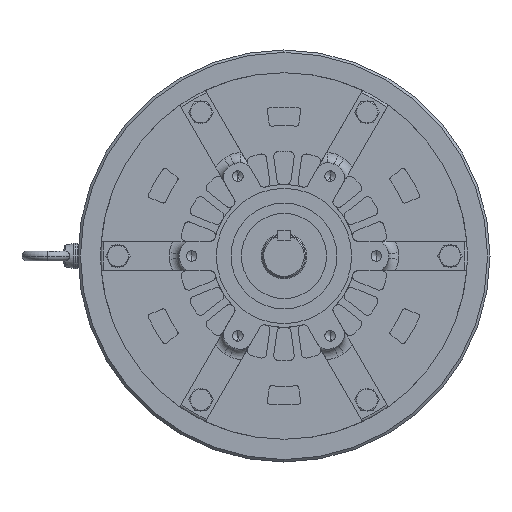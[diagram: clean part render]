
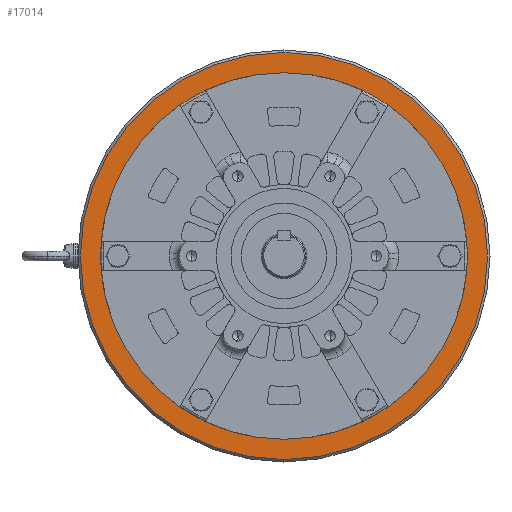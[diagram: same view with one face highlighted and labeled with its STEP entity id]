
A CAD part, left-side view. The second image highlights one B-rep face of the part: STEP entity #17014.
In plain terms, the highlighted planar face has unit normal (-1, 0, 0).
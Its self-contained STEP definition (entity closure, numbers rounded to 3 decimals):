
#1025 = ORIENTED_EDGE ( 'NONE', *, *, #26385, .T. ) ;
#1470 = DIRECTION ( 'NONE',  ( -1., 0., 0. ) ) ;
#1557 = VERTEX_POINT ( 'NONE', #5588 ) ;
#2531 = DIRECTION ( 'NONE',  ( -1., 0., 0. ) ) ;
#2564 = EDGE_LOOP ( 'NONE', ( #24389, #3346 ) ) ;
#2771 = DIRECTION ( 'NONE',  ( 0., 0., 1. ) ) ;
#2916 = CARTESIAN_POINT ( 'NONE',  ( 65.5, 0., 0. ) ) ;
#3120 = CARTESIAN_POINT ( 'NONE',  ( 65.5, 0., -165.5 ) ) ;
#3346 = ORIENTED_EDGE ( 'NONE', *, *, #3504, .F. ) ;
#3504 = EDGE_CURVE ( 'NONE', #16929, #17458, #18413, .T. ) ;
#4492 = DIRECTION ( 'NONE',  ( 0., 0., 1. ) ) ;
#4732 = DIRECTION ( 'NONE',  ( -1., 0., 0. ) ) ;
#5588 = CARTESIAN_POINT ( 'NONE',  ( 65.5, 0., 165.5 ) ) ;
#6935 = DIRECTION ( 'NONE',  ( 0., 0., 1. ) ) ;
#7132 = DIRECTION ( 'NONE',  ( 0., 0., 1. ) ) ;
#7444 = AXIS2_PLACEMENT_3D ( 'NONE', #11289, #13766, #2771 ) ;
#8194 = FACE_OUTER_BOUND ( 'NONE', #27228, .T. ) ;
#8694 = AXIS2_PLACEMENT_3D ( 'NONE', #2916, #4732, #7132 ) ;
#8714 = VERTEX_POINT ( 'NONE', #3120 ) ;
#10458 = DIRECTION ( 'NONE',  ( 0., 0., 1. ) ) ;
#11289 = CARTESIAN_POINT ( 'NONE',  ( 65.5, 0., 0. ) ) ;
#11890 = ORIENTED_EDGE ( 'NONE', *, *, #21403, .T. ) ;
#12432 = CIRCLE ( 'NONE', #25070, 165.5 ) ;
#13743 = CIRCLE ( 'NONE', #8694, 165.5 ) ;
#13766 = DIRECTION ( 'NONE',  ( -1., 0., 0. ) ) ;
#15198 = CARTESIAN_POINT ( 'NONE',  ( 65.5, 0., 0. ) ) ;
#15630 = PLANE ( 'NONE',  #26616 ) ;
#16929 = VERTEX_POINT ( 'NONE', #22125 ) ;
#17014 = ADVANCED_FACE ( 'NONE', ( #8194, #20490 ), #15630, .T. ) ;
#17458 = VERTEX_POINT ( 'NONE', #19839 ) ;
#18222 = AXIS2_PLACEMENT_3D ( 'NONE', #15198, #19778, #4492 ) ;
#18413 = CIRCLE ( 'NONE', #18222, 149. ) ;
#19778 = DIRECTION ( 'NONE',  ( -1., 0., 0. ) ) ;
#19839 = CARTESIAN_POINT ( 'NONE',  ( 65.5, 0., 149. ) ) ;
#20490 = FACE_BOUND ( 'NONE', #2564, .T. ) ;
#21403 = EDGE_CURVE ( 'NONE', #1557, #8714, #12432, .T. ) ;
#21841 = CARTESIAN_POINT ( 'NONE',  ( 65.5, 0., 0. ) ) ;
#22125 = CARTESIAN_POINT ( 'NONE',  ( 65.5, 0., -149. ) ) ;
#23468 = CARTESIAN_POINT ( 'NONE',  ( 65.5, 0., 0. ) ) ;
#24389 = ORIENTED_EDGE ( 'NONE', *, *, #27896, .F. ) ;
#24611 = CIRCLE ( 'NONE', #7444, 149. ) ;
#25070 = AXIS2_PLACEMENT_3D ( 'NONE', #23468, #1470, #10458 ) ;
#26385 = EDGE_CURVE ( 'NONE', #8714, #1557, #13743, .T. ) ;
#26616 = AXIS2_PLACEMENT_3D ( 'NONE', #21841, #2531, #6935 ) ;
#27228 = EDGE_LOOP ( 'NONE', ( #1025, #11890 ) ) ;
#27896 = EDGE_CURVE ( 'NONE', #17458, #16929, #24611, .T. ) ;
